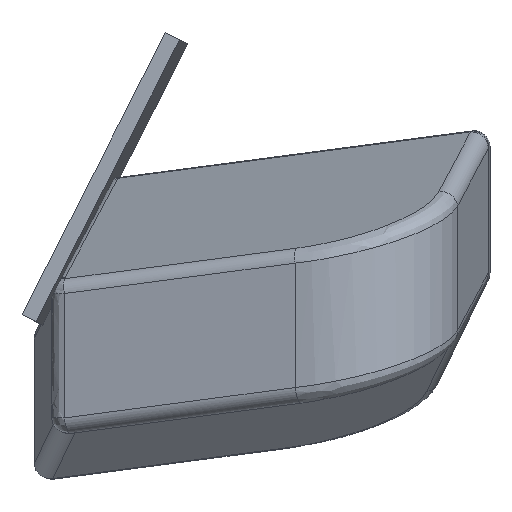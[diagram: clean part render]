
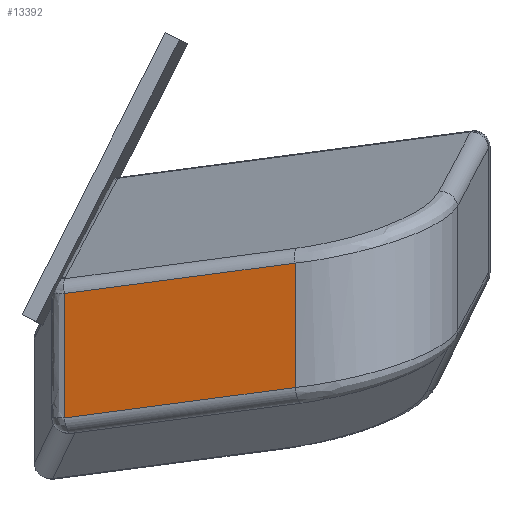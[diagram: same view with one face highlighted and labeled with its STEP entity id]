
A CAD part, left-side view. The second image highlights one B-rep face of the part: STEP entity #13392.
In plain terms, the highlighted planar face has unit normal (-0.974, 0.227, 0).
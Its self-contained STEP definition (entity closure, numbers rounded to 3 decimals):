
#5011 = SURFACE_OF_LINEAR_EXTRUSION('',#5012,#5017);
#5012 = CIRCLE('',#5013,10.);
#5013 = AXIS2_PLACEMENT_3D('',#5014,#5015,#5016);
#5014 = CARTESIAN_POINT('',(-181.926,23.877,
    -61.787));
#5015 = DIRECTION('',(0.293,-0.192,-0.937));
#5016 = DIRECTION('',(-0.929,0.173,-0.326));
#5017 = VECTOR('',#5018,1.);
#5018 = DIRECTION('',(0.,0.,1.));
#9012 = VERTEX_POINT('',#9013);
#9013 = CARTESIAN_POINT('',(-191.219,25.612,
    27.786));
#9029 = CYLINDRICAL_SURFACE('',#9030,10.);
#9030 = AXIS2_PLACEMENT_3D('',#9031,#9032,#9033);
#9031 = CARTESIAN_POINT('',(-215.667,-123.469,
    47.114));
#9032 = DIRECTION('',(0.225,0.966,-0.127));
#9033 = DIRECTION('',(-0.293,0.192,0.937));
#9080 = EDGE_CURVE('',#9081,#9012,#9083,.T.);
#9081 = VERTEX_POINT('',#9082);
#9082 = CARTESIAN_POINT('',(-191.219,25.612,
    -50.863));
#9083 = SURFACE_CURVE('',#9084,(#9088,#9094),.PCURVE_S1.);
#9084 = LINE('',#9085,#9086);
#9085 = CARTESIAN_POINT('',(-191.219,25.612,
    -65.049));
#9086 = VECTOR('',#9087,1.);
#9087 = DIRECTION('',(0.,0.,1.));
#9088 = PCURVE('',#5011,#9089);
#9089 = DEFINITIONAL_REPRESENTATION('',(#9090),#9093);
#9090 = B_SPLINE_CURVE_WITH_KNOTS('',1,(#9091,#9092),.UNSPECIFIED.,.F.,
  .F.,(2,2),(0.,100.),.PIECEWISE_BEZIER_KNOTS.);
#9091 = CARTESIAN_POINT('',(0.,0.));
#9092 = CARTESIAN_POINT('',(0.,100.));
#9093 = ( GEOMETRIC_REPRESENTATION_CONTEXT(2) 
PARAMETRIC_REPRESENTATION_CONTEXT() REPRESENTATION_CONTEXT('2D SPACE',''
  ) );
#9094 = PCURVE('',#9095,#9100);
#9095 = PLANE('',#9096);
#9096 = AXIS2_PLACEMENT_3D('',#9097,#9098,#9099);
#9097 = CARTESIAN_POINT('',(-208.21,-47.355,
    -5.442));
#9098 = DIRECTION('',(0.974,-0.227,0.));
#9099 = DIRECTION('',(0.225,0.966,-0.127));
#9100 = DEFINITIONAL_REPRESENTATION('',(#9101),#9105);
#9101 = LINE('',#9102,#9103);
#9102 = CARTESIAN_POINT('',(81.891,-49.594));
#9103 = VECTOR('',#9104,1.);
#9104 = DIRECTION('',(-0.127,0.992));
#9105 = ( GEOMETRIC_REPRESENTATION_CONTEXT(2) 
PARAMETRIC_REPRESENTATION_CONTEXT() REPRESENTATION_CONTEXT('2D SPACE',''
  ) );
#13342 = VERTEX_POINT('',#13343);
#13343 = CARTESIAN_POINT('',(-225.201,-120.321,
    46.998));
#13370 = EDGE_CURVE('',#13342,#9012,#13371,.T.);
#13371 = SURFACE_CURVE('',#13372,(#13376,#13383),.PCURVE_S1.);
#13372 = LINE('',#13373,#13374);
#13373 = CARTESIAN_POINT('',(-225.406,-121.201,
    47.114));
#13374 = VECTOR('',#13375,1.);
#13375 = DIRECTION('',(0.225,0.966,-0.127));
#13376 = PCURVE('',#9029,#13377);
#13377 = DEFINITIONAL_REPRESENTATION('',(#13378),#13382);
#13378 = LINE('',#13379,#13380);
#13379 = CARTESIAN_POINT('',(-1.236,0.));
#13380 = VECTOR('',#13381,1.);
#13381 = DIRECTION('',(-0.,1.));
#13382 = ( GEOMETRIC_REPRESENTATION_CONTEXT(2) 
PARAMETRIC_REPRESENTATION_CONTEXT() REPRESENTATION_CONTEXT('2D SPACE',''
  ) );
#13383 = PCURVE('',#9095,#13384);
#13384 = DEFINITIONAL_REPRESENTATION('',(#13385),#13389);
#13385 = LINE('',#13386,#13387);
#13386 = CARTESIAN_POINT('',(-81.891,42.487));
#13387 = VECTOR('',#13388,1.);
#13388 = DIRECTION('',(1.,0.));
#13389 = ( GEOMETRIC_REPRESENTATION_CONTEXT(2) 
PARAMETRIC_REPRESENTATION_CONTEXT() REPRESENTATION_CONTEXT('2D SPACE',''
  ) );
#13392 = ADVANCED_FACE('',(#13393),#9095,.F.);
#13393 = FACE_BOUND('',#13394,.F.);
#13394 = EDGE_LOOP('',(#13395,#13426,#13452,#13453));
#13395 = ORIENTED_EDGE('',*,*,#13396,.F.);
#13396 = EDGE_CURVE('',#13397,#13342,#13399,.T.);
#13397 = VERTEX_POINT('',#13398);
#13398 = CARTESIAN_POINT('',(-225.201,-120.321,
    -31.651));
#13399 = SURFACE_CURVE('',#13400,(#13404,#13411),.PCURVE_S1.);
#13400 = LINE('',#13401,#13402);
#13401 = CARTESIAN_POINT('',(-225.201,-120.321,
    -45.836));
#13402 = VECTOR('',#13403,1.);
#13403 = DIRECTION('',(0.,0.,1.));
#13404 = PCURVE('',#9095,#13405);
#13405 = DEFINITIONAL_REPRESENTATION('',(#13406),#13410);
#13406 = LINE('',#13407,#13408);
#13407 = CARTESIAN_POINT('',(-69.173,-49.594));
#13408 = VECTOR('',#13409,1.);
#13409 = DIRECTION('',(-0.127,0.992));
#13410 = ( GEOMETRIC_REPRESENTATION_CONTEXT(2) 
PARAMETRIC_REPRESENTATION_CONTEXT() REPRESENTATION_CONTEXT('2D SPACE',''
  ) );
#13411 = PCURVE('',#13412,#13420);
#13412 = SURFACE_OF_LINEAR_EXTRUSION('',#13413,#13418);
#13413 = CIRCLE('',#13414,90.);
#13414 = AXIS2_PLACEMENT_3D('',#13415,#13416,#13417);
#13415 = CARTESIAN_POINT('',(-141.566,-135.932,
    -16.484));
#13416 = DIRECTION('',(0.293,-0.192,-0.937));
#13417 = DIRECTION('',(-0.225,-0.966,0.127));
#13418 = VECTOR('',#13419,1.);
#13419 = DIRECTION('',(0.,0.,1.));
#13420 = DEFINITIONAL_REPRESENTATION('',(#13421),#13425);
#13421 = LINE('',#13422,#13423);
#13422 = CARTESIAN_POINT('',(1.571,0.));
#13423 = VECTOR('',#13424,1.);
#13424 = DIRECTION('',(0.,1.));
#13425 = ( GEOMETRIC_REPRESENTATION_CONTEXT(2) 
PARAMETRIC_REPRESENTATION_CONTEXT() REPRESENTATION_CONTEXT('2D SPACE',''
  ) );
#13426 = ORIENTED_EDGE('',*,*,#13427,.T.);
#13427 = EDGE_CURVE('',#13397,#9081,#13428,.T.);
#13428 = SURFACE_CURVE('',#13429,(#13433,#13440),.PCURVE_S1.);
#13429 = LINE('',#13430,#13431);
#13430 = CARTESIAN_POINT('',(-224.795,-118.578,
    -31.88));
#13431 = VECTOR('',#13432,1.);
#13432 = DIRECTION('',(0.225,0.966,-0.127));
#13433 = PCURVE('',#9095,#13434);
#13434 = DEFINITIONAL_REPRESENTATION('',(#13435),#13439);
#13435 = LINE('',#13436,#13437);
#13436 = CARTESIAN_POINT('',(-69.173,-35.524));
#13437 = VECTOR('',#13438,1.);
#13438 = DIRECTION('',(1.,0.));
#13439 = ( GEOMETRIC_REPRESENTATION_CONTEXT(2) 
PARAMETRIC_REPRESENTATION_CONTEXT() REPRESENTATION_CONTEXT('2D SPACE',''
  ) );
#13440 = PCURVE('',#13441,#13446);
#13441 = CYLINDRICAL_SURFACE('',#13442,10.);
#13442 = AXIS2_PLACEMENT_3D('',#13443,#13444,#13445);
#13443 = CARTESIAN_POINT('',(-215.056,-120.846,
    -31.88));
#13444 = DIRECTION('',(0.225,0.966,-0.127));
#13445 = DIRECTION('',(0.293,-0.192,-0.937));
#13446 = DEFINITIONAL_REPRESENTATION('',(#13447),#13451);
#13447 = LINE('',#13448,#13449);
#13448 = CARTESIAN_POINT('',(1.906,0.));
#13449 = VECTOR('',#13450,1.);
#13450 = DIRECTION('',(0.,1.));
#13451 = ( GEOMETRIC_REPRESENTATION_CONTEXT(2) 
PARAMETRIC_REPRESENTATION_CONTEXT() REPRESENTATION_CONTEXT('2D SPACE',''
  ) );
#13452 = ORIENTED_EDGE('',*,*,#9080,.T.);
#13453 = ORIENTED_EDGE('',*,*,#13370,.F.);
